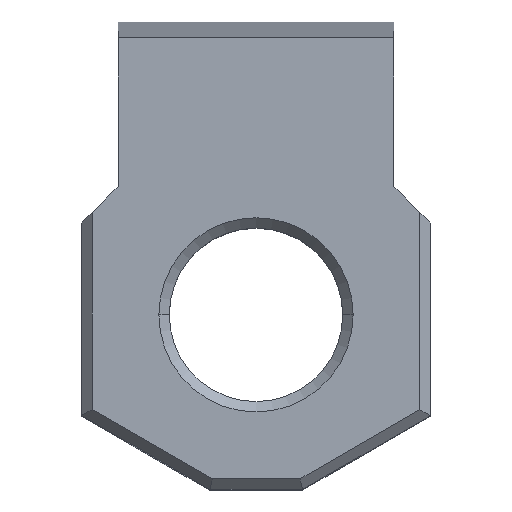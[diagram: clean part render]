
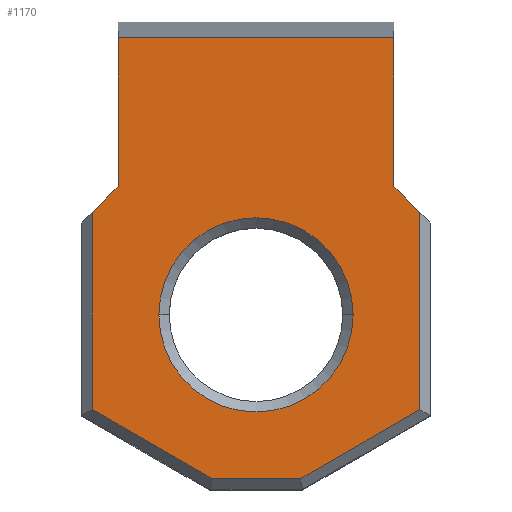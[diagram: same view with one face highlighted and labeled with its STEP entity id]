
A CAD part, top view. The second image highlights one B-rep face of the part: STEP entity #1170.
In plain terms, the highlighted planar face has unit normal (0, 0, 1).
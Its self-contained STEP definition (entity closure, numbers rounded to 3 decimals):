
#63 = DIRECTION ( 'NONE',  ( 0., -1., 0. ) ) ;
#66 = CARTESIAN_POINT ( 'NONE',  ( 3.976, 0., 9. ) ) ;
#67 = LINE ( 'NONE', #66, #1048 ) ;
#71 = DIRECTION ( 'NONE',  ( 1., 0., 0. ) ) ;
#72 = VERTEX_POINT ( 'NONE', #936 ) ;
#74 = DIRECTION ( 'NONE',  ( 0., 0., -1. ) ) ;
#76 = CARTESIAN_POINT ( 'NONE',  ( 0., 5.04, 9. ) ) ;
#118 = DIRECTION ( 'NONE',  ( 0.707, 0.707, 0. ) ) ;
#119 = CARTESIAN_POINT ( 'NONE',  ( -6.358, 6.358, 9. ) ) ;
#120 = LINE ( 'NONE', #119, #833 ) ;
#124 = CARTESIAN_POINT ( 'NONE',  ( -3.976, 13.028, 9. ) ) ;
#128 = VECTOR ( 'NONE', #456, 1000. ) ;
#135 = DIRECTION ( 'NONE',  ( -0.707, 0.707, 0. ) ) ;
#136 = CARTESIAN_POINT ( 'NONE',  ( 6.358, 6.358, 9. ) ) ;
#137 = LINE ( 'NONE', #136, #1009 ) ;
#146 = VERTEX_POINT ( 'NONE', #1043 ) ;
#147 = VERTEX_POINT ( 'NONE', #1044 ) ;
#184 = VECTOR ( 'NONE', #719, 1000. ) ;
#205 = VERTEX_POINT ( 'NONE', #1131 ) ;
#244 = ORIENTED_EDGE ( 'NONE', *, *, #975, .T. ) ;
#250 = VECTOR ( 'NONE', #310, 1000. ) ;
#256 = CARTESIAN_POINT ( 'NONE',  ( 4.874, 2.392, 9. ) ) ;
#268 = AXIS2_PLACEMENT_3D ( 'NONE', #76, #74, #71 ) ;
#310 = DIRECTION ( 'NONE',  ( 0.866, -0.5, 0. ) ) ;
#318 = CIRCLE ( 'NONE', #1072, 2.8 ) ;
#330 = CARTESIAN_POINT ( 'NONE',  ( 4.725, 7.991, 9. ) ) ;
#345 = ORIENTED_EDGE ( 'NONE', *, *, #351, .T. ) ;
#347 = VERTEX_POINT ( 'NONE', #1240 ) ;
#351 = EDGE_CURVE ( 'NONE', #205, #716, #450, .T. ) ;
#355 = VERTEX_POINT ( 'NONE', #461 ) ;
#361 = ORIENTED_EDGE ( 'NONE', *, *, #1065, .F. ) ;
#364 = EDGE_CURVE ( 'NONE', #558, #389, #318, .T. ) ;
#368 = EDGE_LOOP ( 'NONE', ( #244, #853, #1134, #572, #345, #361, #372, #403, #404, #405 ) ) ;
#372 = ORIENTED_EDGE ( 'NONE', *, *, #747, .F. ) ;
#381 = VECTOR ( 'NONE', #776, 1000. ) ;
#382 = EDGE_LOOP ( 'NONE', ( #835, #823 ) ) ;
#389 = VERTEX_POINT ( 'NONE', #510 ) ;
#403 = ORIENTED_EDGE ( 'NONE', *, *, #1278, .T. ) ;
#404 = ORIENTED_EDGE ( 'NONE', *, *, #992, .T. ) ;
#405 = ORIENTED_EDGE ( 'NONE', *, *, #1028, .T. ) ;
#431 = VERTEX_POINT ( 'NONE', #563 ) ;
#450 = LINE ( 'NONE', #452, #128 ) ;
#452 = CARTESIAN_POINT ( 'NONE',  ( 0., 13.028, 9. ) ) ;
#456 = DIRECTION ( 'NONE',  ( -1., 0., 0. ) ) ;
#461 = CARTESIAN_POINT ( 'NONE',  ( 1.267, 0.31, 9. ) ) ;
#469 = CARTESIAN_POINT ( 'NONE',  ( 0., 5.04, 9. ) ) ;
#471 = DIRECTION ( 'NONE',  ( 0., 0., -1. ) ) ;
#475 = DIRECTION ( 'NONE',  ( 1., 0., 0. ) ) ;
#510 = CARTESIAN_POINT ( 'NONE',  ( 2.8, 5.04, 9. ) ) ;
#558 = VERTEX_POINT ( 'NONE', #633 ) ;
#563 = CARTESIAN_POINT ( 'NONE',  ( -3.976, 8.74, 9. ) ) ;
#572 = ORIENTED_EDGE ( 'NONE', *, *, #845, .F. ) ;
#633 = CARTESIAN_POINT ( 'NONE',  ( -2.8, 5.04, 9. ) ) ;
#675 = EDGE_CURVE ( 'NONE', #1142, #347, #137, .T. ) ;
#687 = DIRECTION ( 'NONE',  ( 0., 1., 0. ) ) ;
#688 = CARTESIAN_POINT ( 'NONE',  ( -3.976, 0., 9. ) ) ;
#689 = LINE ( 'NONE', #688, #1249 ) ;
#716 = VERTEX_POINT ( 'NONE', #124 ) ;
#719 = DIRECTION ( 'NONE',  ( 1., 0., 0. ) ) ;
#720 = CARTESIAN_POINT ( 'NONE',  ( 1.348, 0.31, 9. ) ) ;
#721 = LINE ( 'NONE', #720, #184 ) ;
#727 = VECTOR ( 'NONE', #921, 1000. ) ;
#747 = EDGE_CURVE ( 'NONE', #1185, #431, #120, .T. ) ;
#754 = CARTESIAN_POINT ( 'NONE',  ( -1.185, 0.269, 9. ) ) ;
#756 = LINE ( 'NONE', #754, #250 ) ;
#776 = DIRECTION ( 'NONE',  ( 0., -1., 0. ) ) ;
#777 = CARTESIAN_POINT ( 'NONE',  ( -4.725, 0., 9. ) ) ;
#778 = LINE ( 'NONE', #777, #381 ) ;
#795 = DIRECTION ( 'NONE',  ( 0., 1., 0. ) ) ;
#797 = CARTESIAN_POINT ( 'NONE',  ( 4.725, 7.691, 9. ) ) ;
#798 = LINE ( 'NONE', #797, #1301 ) ;
#823 = ORIENTED_EDGE ( 'NONE', *, *, #364, .T. ) ;
#833 = VECTOR ( 'NONE', #118, 1000. ) ;
#834 = AXIS2_PLACEMENT_3D ( 'NONE', #1302, #1303, #1221 ) ;
#835 = ORIENTED_EDGE ( 'NONE', *, *, #836, .T. ) ;
#836 = EDGE_CURVE ( 'NONE', #389, #558, #917, .T. ) ;
#845 = EDGE_CURVE ( 'NONE', #205, #347, #67, .T. ) ;
#853 = ORIENTED_EDGE ( 'NONE', *, *, #1263, .T. ) ;
#917 = CIRCLE ( 'NONE', #268, 2.8 ) ;
#918 = LINE ( 'NONE', #256, #727 ) ;
#921 = DIRECTION ( 'NONE',  ( 0.866, 0.5, 0. ) ) ;
#936 = CARTESIAN_POINT ( 'NONE',  ( -4.725, 2.312, 9. ) ) ;
#975 = EDGE_CURVE ( 'NONE', #355, #146, #918, .T. ) ;
#992 = EDGE_CURVE ( 'NONE', #72, #147, #756, .T. ) ;
#1009 = VECTOR ( 'NONE', #135, 1000. ) ;
#1028 = EDGE_CURVE ( 'NONE', #147, #355, #721, .T. ) ;
#1043 = CARTESIAN_POINT ( 'NONE',  ( 4.725, 2.306, 9. ) ) ;
#1044 = CARTESIAN_POINT ( 'NONE',  ( -1.257, 0.31, 9. ) ) ;
#1048 = VECTOR ( 'NONE', #63, 1000. ) ;
#1065 = EDGE_CURVE ( 'NONE', #431, #716, #689, .T. ) ;
#1072 = AXIS2_PLACEMENT_3D ( 'NONE', #469, #471, #475 ) ;
#1131 = CARTESIAN_POINT ( 'NONE',  ( 3.976, 13.028, 9. ) ) ;
#1134 = ORIENTED_EDGE ( 'NONE', *, *, #675, .T. ) ;
#1142 = VERTEX_POINT ( 'NONE', #330 ) ;
#1170 = ADVANCED_FACE ( 'NONE', ( #1284, #1288 ), #1292, .T. ) ;
#1185 = VERTEX_POINT ( 'NONE', #1272 ) ;
#1221 = DIRECTION ( 'NONE',  ( 1., 0., 0. ) ) ;
#1240 = CARTESIAN_POINT ( 'NONE',  ( 3.976, 8.74, 9. ) ) ;
#1249 = VECTOR ( 'NONE', #687, 1000. ) ;
#1263 = EDGE_CURVE ( 'NONE', #146, #1142, #798, .T. ) ;
#1272 = CARTESIAN_POINT ( 'NONE',  ( -4.725, 7.991, 9. ) ) ;
#1278 = EDGE_CURVE ( 'NONE', #1185, #72, #778, .T. ) ;
#1284 = FACE_BOUND ( 'NONE', #382, .T. ) ;
#1288 = FACE_OUTER_BOUND ( 'NONE', #368, .T. ) ;
#1292 = PLANE ( 'NONE',  #834 ) ;
#1301 = VECTOR ( 'NONE', #795, 1000. ) ;
#1302 = CARTESIAN_POINT ( 'NONE',  ( 0., 0., 9. ) ) ;
#1303 = DIRECTION ( 'NONE',  ( 0., 0., 1. ) ) ;
